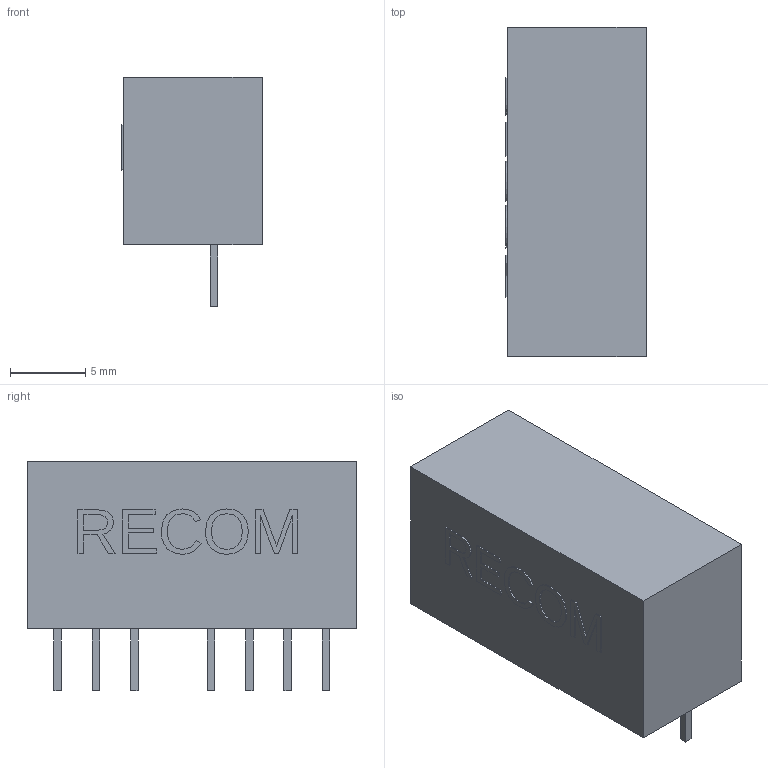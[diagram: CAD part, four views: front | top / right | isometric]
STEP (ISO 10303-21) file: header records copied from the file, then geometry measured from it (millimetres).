
FILE_DESCRIPTION(('FreeCAD Model'),'2;1');
FILE_NAME('Converter_DCDC_RECOM_RE-xxxxD_THT.step','2020-11-03T15:23:08',('kicad StepUp'),( 'ksu MCAD'),'Open CASCADE STEP processor 7.4','FreeCAD','Unknown');
FILE_SCHEMA(('AUTOMOTIVE_DESIGN { 1 0 10303 214 1 1 1 1 }'));
Length unit declared in the file: millimetre
Products named in the file (1): Converter_DCDC_RECOM_RE-xxxxD_THT
Bounding box: 9.3 x 21.8 x 15.2 mm (x, y, z)
Volume: 2234.9 mm3; surface area: 1155.6 mm2
Topology: 1 solids, 1 shells, 188 faces, 516 edges, 344 vertices
Faces by surface type: plane 188
Entity records: 7170 total; most frequent: CARTESIAN_POINT 1049, ORIENTED_EDGE 1032, DIRECTION 894, EDGE_CURVE 516, LINE 516, VECTOR 516, VERTEX_POINT 344, FACE_BOUND 202
